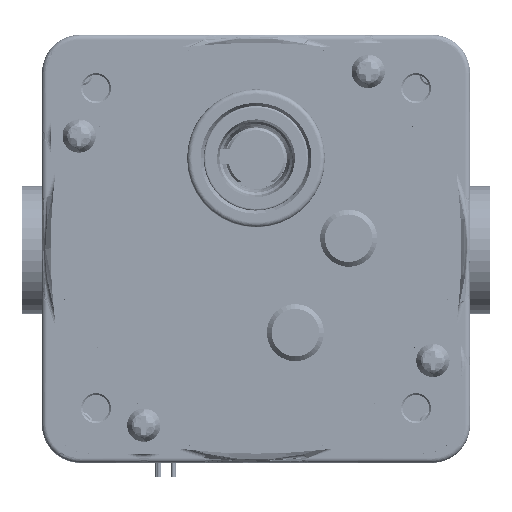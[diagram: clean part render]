
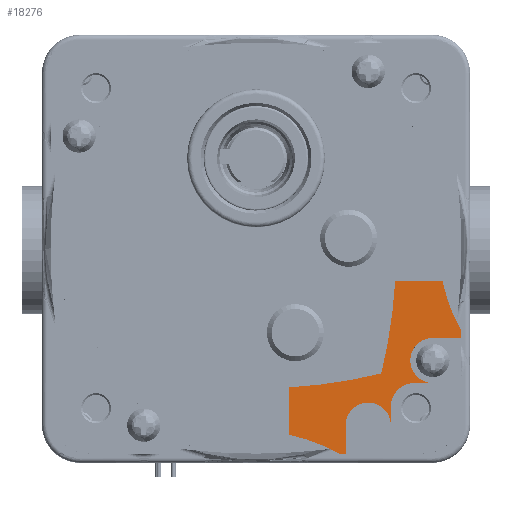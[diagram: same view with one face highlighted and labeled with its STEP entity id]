
A CAD part, top view. The second image highlights one B-rep face of the part: STEP entity #18276.
In plain terms, the highlighted face is planar.
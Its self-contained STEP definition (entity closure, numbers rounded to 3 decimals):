
#1012 = VECTOR ( 'NONE', #136332, 1000. ) ;
#1798 = ORIENTED_EDGE ( 'NONE', *, *, #24159, .T. ) ;
#2486 = DIRECTION ( 'NONE',  ( 0.497, -0.868, 0. ) ) ;
#5015 = AXIS2_PLACEMENT_3D ( 'NONE', #131096, #9872, #30865 ) ;
#5029 = CARTESIAN_POINT ( 'NONE',  ( 23.551, 36.18, 1.5 ) ) ;
#5483 = VERTEX_POINT ( 'NONE', #63743 ) ;
#5850 = AXIS2_PLACEMENT_3D ( 'NONE', #64724, #76289, #139096 ) ;
#6012 = LINE ( 'NONE', #83206, #119444 ) ;
#7860 = CARTESIAN_POINT ( 'NONE',  ( 36.18, 28.54, 1.5 ) ) ;
#8629 = DIRECTION ( 'NONE',  ( 0., 0., -1. ) ) ;
#9872 = DIRECTION ( 'NONE',  ( 0., 0., 1. ) ) ;
#10549 = CARTESIAN_POINT ( 'NONE',  ( 20.804, 24.33, 1.5 ) ) ;
#10969 = VERTEX_POINT ( 'NONE', #14181 ) ;
#10972 = CIRCLE ( 'NONE', #59391, 111.5 ) ;
#11116 = CIRCLE ( 'NONE', #133190, 5. ) ;
#11770 = VECTOR ( 'NONE', #109813, 1000. ) ;
#11999 = DIRECTION ( 'NONE',  ( 1., 0., 0. ) ) ;
#13675 = EDGE_CURVE ( 'NONE', #55220, #126343, #16977, .T. ) ;
#13741 = CARTESIAN_POINT ( 'NONE',  ( 13.366, 13.366, 1.5 ) ) ;
#14181 = CARTESIAN_POINT ( 'NONE',  ( 13.9, 36.18, 1.5 ) ) ;
#14856 = ORIENTED_EDGE ( 'NONE', *, *, #18139, .T. ) ;
#16403 = EDGE_CURVE ( 'NONE', #5483, #31904, #10972, .T. ) ;
#16977 = CIRCLE ( 'NONE', #67670, 35. ) ;
#17309 = VECTOR ( 'NONE', #48481, 1000. ) ;
#18139 = EDGE_CURVE ( 'NONE', #142343, #88480, #6012, .T. ) ;
#18276 = ADVANCED_FACE ( 'NONE', ( #100775 ), #36534, .F. ) ;
#21404 = DIRECTION ( 'NONE',  ( -1., 0., 0. ) ) ;
#21546 = EDGE_CURVE ( 'NONE', #127171, #41966, #116490, .T. ) ;
#21859 = EDGE_CURVE ( 'NONE', #142343, #126343, #57908, .T. ) ;
#24159 = EDGE_CURVE ( 'NONE', #33294, #41966, #97928, .T. ) ;
#25026 = CARTESIAN_POINT ( 'NONE',  ( 9.83, 9.83, 1.5 ) ) ;
#25218 = CARTESIAN_POINT ( 'NONE',  ( -30.37, 43.18, 1.5 ) ) ;
#25743 = DIRECTION ( 'NONE',  ( 0., 0., -1. ) ) ;
#27420 = CARTESIAN_POINT ( 'NONE',  ( 14.83, 14.83, 1.5 ) ) ;
#28799 = ORIENTED_EDGE ( 'NONE', *, *, #98752, .F. ) ;
#29557 = DIRECTION ( 'NONE',  ( -1., 0., 0. ) ) ;
#29764 = ORIENTED_EDGE ( 'NONE', *, *, #21859, .F. ) ;
#29799 = CARTESIAN_POINT ( 'NONE',  ( 14.83, 5.98, 1.5 ) ) ;
#30865 = DIRECTION ( 'NONE',  ( -1., 0., 0. ) ) ;
#31244 = CARTESIAN_POINT ( 'NONE',  ( 24.33, 0., 1.5 ) ) ;
#31904 = VERTEX_POINT ( 'NONE', #55371 ) ;
#33294 = VERTEX_POINT ( 'NONE', #45098 ) ;
#33353 = LINE ( 'NONE', #140302, #11770 ) ;
#35073 = VERTEX_POINT ( 'NONE', #13741 ) ;
#35152 = DIRECTION ( 'NONE',  ( 0., 0., 1. ) ) ;
#36534 = PLANE ( 'NONE',  #112547 ) ;
#37721 = CARTESIAN_POINT ( 'NONE',  ( 64.77, 0., 1.5 ) ) ;
#39274 = EDGE_LOOP ( 'NONE', ( #50061, #1798, #101203, #76408, #46223, #108181, #115297, #98354, #93813, #29764, #14856, #62304, #52764, #90076, #28799, #102918 ) ) ;
#39696 = EDGE_CURVE ( 'NONE', #35073, #136999, #11116, .T. ) ;
#41006 = VERTEX_POINT ( 'NONE', #29799 ) ;
#41634 = AXIS2_PLACEMENT_3D ( 'NONE', #94409, #96529, #83570 ) ;
#41966 = VERTEX_POINT ( 'NONE', #55153 ) ;
#45098 = CARTESIAN_POINT ( 'NONE',  ( 5.98, 24.33, 1.5 ) ) ;
#45897 = CARTESIAN_POINT ( 'NONE',  ( 43.18, 43.18, 1.5 ) ) ;
#46223 = ORIENTED_EDGE ( 'NONE', *, *, #121816, .T. ) ;
#47579 = AXIS2_PLACEMENT_3D ( 'NONE', #25218, #93733, #101732 ) ;
#48294 = LINE ( 'NONE', #5029, #1012 ) ;
#48481 = DIRECTION ( 'NONE',  ( 1., 0., 0. ) ) ;
#50061 = ORIENTED_EDGE ( 'NONE', *, *, #65861, .T. ) ;
#52607 = CARTESIAN_POINT ( 'NONE',  ( 9.83, 9.83, 1.5 ) ) ;
#52764 = ORIENTED_EDGE ( 'NONE', *, *, #54242, .T. ) ;
#54121 = CARTESIAN_POINT ( 'NONE',  ( 3.923, 36.18, 1.5 ) ) ;
#54242 = EDGE_CURVE ( 'NONE', #41006, #136999, #33353, .T. ) ;
#55153 = CARTESIAN_POINT ( 'NONE',  ( 0., 24.33, 1.5 ) ) ;
#55220 = VERTEX_POINT ( 'NONE', #87104 ) ;
#55227 = EDGE_CURVE ( 'NONE', #88480, #41006, #67238, .T. ) ;
#55371 = CARTESIAN_POINT ( 'NONE',  ( 36.18, 13.9, 1.5 ) ) ;
#57908 = LINE ( 'NONE', #37721, #17309 ) ;
#59391 = AXIS2_PLACEMENT_3D ( 'NONE', #108509, #64471, #131570 ) ;
#60727 = VERTEX_POINT ( 'NONE', #133528 ) ;
#62004 = LINE ( 'NONE', #27420, #89269 ) ;
#62304 = ORIENTED_EDGE ( 'NONE', *, *, #55227, .T. ) ;
#62334 = CARTESIAN_POINT ( 'NONE',  ( 0., 21.59, 1.5 ) ) ;
#63163 = VERTEX_POINT ( 'NONE', #76084 ) ;
#63743 = CARTESIAN_POINT ( 'NONE',  ( 16.837, 16.837, 1.5 ) ) ;
#64152 = DIRECTION ( 'NONE',  ( 0.707, 0.707, 0. ) ) ;
#64471 = DIRECTION ( 'NONE',  ( 0., 0., 1. ) ) ;
#64724 = CARTESIAN_POINT ( 'NONE',  ( 5.98, 19.58, 1.5 ) ) ;
#65861 = EDGE_CURVE ( 'NONE', #60727, #33294, #74929, .T. ) ;
#67238 = CIRCLE ( 'NONE', #5015, 4.75 ) ;
#67670 = AXIS2_PLACEMENT_3D ( 'NONE', #101348, #110753, #2486 ) ;
#74929 = CIRCLE ( 'NONE', #5850, 4.75 ) ;
#74953 = LINE ( 'NONE', #7860, #107027 ) ;
#76084 = CARTESIAN_POINT ( 'NONE',  ( 9.83, 14.83, 1.5 ) ) ;
#76289 = DIRECTION ( 'NONE',  ( 0., 0., 1. ) ) ;
#76408 = ORIENTED_EDGE ( 'NONE', *, *, #106402, .T. ) ;
#79172 = DIRECTION ( 'NONE',  ( 0.707, 0.707, 0. ) ) ;
#83206 = CARTESIAN_POINT ( 'NONE',  ( 24.33, 24.58, 1.5 ) ) ;
#83570 = DIRECTION ( 'NONE',  ( 0.972, 0.236, 0. ) ) ;
#87104 = CARTESIAN_POINT ( 'NONE',  ( 36.18, 3.923, 1.5 ) ) ;
#88480 = VERTEX_POINT ( 'NONE', #89595 ) ;
#88808 = CARTESIAN_POINT ( 'NONE',  ( 25.783, 0., 1.5 ) ) ;
#89269 = VECTOR ( 'NONE', #29557, 1000. ) ;
#89595 = CARTESIAN_POINT ( 'NONE',  ( 24.33, 5.98, 1.5 ) ) ;
#90076 = ORIENTED_EDGE ( 'NONE', *, *, #39696, .F. ) ;
#91472 = VECTOR ( 'NONE', #21404, 1000. ) ;
#93733 = DIRECTION ( 'NONE',  ( 0., 0., 1. ) ) ;
#93813 = ORIENTED_EDGE ( 'NONE', *, *, #13675, .T. ) ;
#94409 = CARTESIAN_POINT ( 'NONE',  ( 125.18, 43.18, 1.5 ) ) ;
#94750 = DIRECTION ( 'NONE',  ( 0., 1., 0. ) ) ;
#96529 = DIRECTION ( 'NONE',  ( 0., 0., 1. ) ) ;
#97928 = LINE ( 'NONE', #10549, #91472 ) ;
#98354 = ORIENTED_EDGE ( 'NONE', *, *, #122004, .T. ) ;
#98752 = EDGE_CURVE ( 'NONE', #63163, #35073, #100681, .T. ) ;
#99235 = CIRCLE ( 'NONE', #41634, 111.5 ) ;
#100681 = CIRCLE ( 'NONE', #105434, 5. ) ;
#100775 = FACE_OUTER_BOUND ( 'NONE', #39274, .T. ) ;
#101203 = ORIENTED_EDGE ( 'NONE', *, *, #21546, .F. ) ;
#101348 = CARTESIAN_POINT ( 'NONE',  ( 43.18, -30.37, 1.5 ) ) ;
#101732 = DIRECTION ( 'NONE',  ( -0.98, 0.2, 0. ) ) ;
#102918 = ORIENTED_EDGE ( 'NONE', *, *, #127567, .T. ) ;
#105434 = AXIS2_PLACEMENT_3D ( 'NONE', #25026, #25743, #79172 ) ;
#106222 = CARTESIAN_POINT ( 'NONE',  ( 0., 25.783, 1.5 ) ) ;
#106323 = VERTEX_POINT ( 'NONE', #54121 ) ;
#106402 = EDGE_CURVE ( 'NONE', #127171, #106323, #121344, .T. ) ;
#107027 = VECTOR ( 'NONE', #118932, 1000. ) ;
#108181 = ORIENTED_EDGE ( 'NONE', *, *, #134383, .T. ) ;
#108226 = CARTESIAN_POINT ( 'NONE',  ( 14.83, 9.83, 1.5 ) ) ;
#108509 = CARTESIAN_POINT ( 'NONE',  ( 43.18, 125.18, 1.5 ) ) ;
#109813 = DIRECTION ( 'NONE',  ( 0., 1., 0. ) ) ;
#110753 = DIRECTION ( 'NONE',  ( 0., 0., 1. ) ) ;
#112547 = AXIS2_PLACEMENT_3D ( 'NONE', #45897, #35152, #11999 ) ;
#115297 = ORIENTED_EDGE ( 'NONE', *, *, #16403, .T. ) ;
#116490 = LINE ( 'NONE', #62334, #127919 ) ;
#118932 = DIRECTION ( 'NONE',  ( 0., -1., 0. ) ) ;
#119444 = VECTOR ( 'NONE', #94750, 1000. ) ;
#121344 = CIRCLE ( 'NONE', #47579, 35. ) ;
#121816 = EDGE_CURVE ( 'NONE', #106323, #10969, #48294, .T. ) ;
#122004 = EDGE_CURVE ( 'NONE', #31904, #55220, #74953, .T. ) ;
#126343 = VERTEX_POINT ( 'NONE', #88808 ) ;
#127171 = VERTEX_POINT ( 'NONE', #106222 ) ;
#127567 = EDGE_CURVE ( 'NONE', #63163, #60727, #62004, .T. ) ;
#127919 = VECTOR ( 'NONE', #140235, 1000. ) ;
#131096 = CARTESIAN_POINT ( 'NONE',  ( 19.58, 5.98, 1.5 ) ) ;
#131570 = DIRECTION ( 'NONE',  ( 0.063, 0.998, 0. ) ) ;
#133190 = AXIS2_PLACEMENT_3D ( 'NONE', #52607, #8629, #64152 ) ;
#133528 = CARTESIAN_POINT ( 'NONE',  ( 5.98, 14.83, 1.5 ) ) ;
#134383 = EDGE_CURVE ( 'NONE', #10969, #5483, #99235, .T. ) ;
#136332 = DIRECTION ( 'NONE',  ( 1., 0., 0. ) ) ;
#136999 = VERTEX_POINT ( 'NONE', #108226 ) ;
#139096 = DIRECTION ( 'NONE',  ( 0., -1., 0. ) ) ;
#140235 = DIRECTION ( 'NONE',  ( 0., -1., 0. ) ) ;
#140302 = CARTESIAN_POINT ( 'NONE',  ( 14.83, 0., 1.5 ) ) ;
#142343 = VERTEX_POINT ( 'NONE', #31244 ) ;
